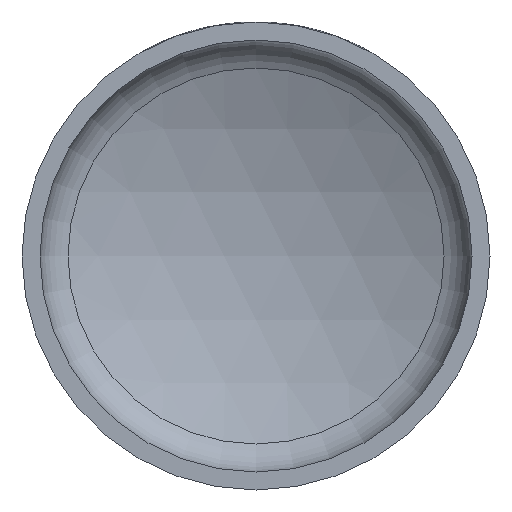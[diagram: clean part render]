
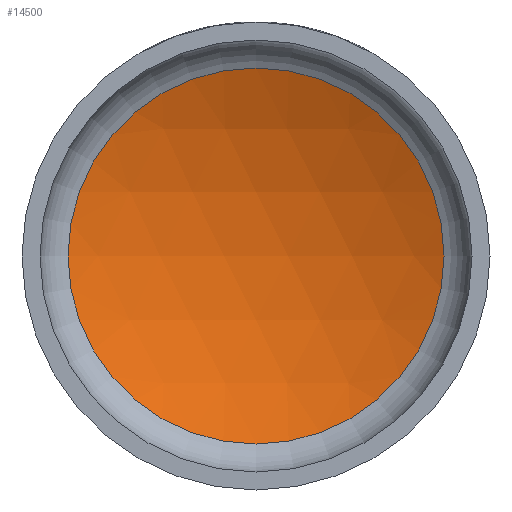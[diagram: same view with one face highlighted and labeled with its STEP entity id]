
A CAD part, front view. The second image highlights one B-rep face of the part: STEP entity #14500.
In plain terms, the highlighted spherical face has radius 52 mm.
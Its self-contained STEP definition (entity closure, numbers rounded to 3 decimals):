
#74 = VERTEX_POINT ( 'NONE', #8773 ) ;
#695 = DIRECTION ( 'NONE',  ( 0., 0., 1. ) ) ;
#828 = AXIS2_PLACEMENT_3D ( 'NONE', #17142, #4710, #15690 ) ;
#3239 = SPHERICAL_SURFACE ( 'NONE', #14634, 52. ) ;
#3243 = ORIENTED_EDGE ( 'NONE', *, *, #14383, .T. ) ;
#3455 = DIRECTION ( 'NONE',  ( 1., 0., 0. ) ) ;
#4710 = DIRECTION ( 'NONE',  ( 0., -1., 0. ) ) ;
#6070 = CIRCLE ( 'NONE', #828, 20.889 ) ;
#8773 = CARTESIAN_POINT ( 'NONE',  ( 0., 11.762, -20.889 ) ) ;
#9034 = CARTESIAN_POINT ( 'NONE',  ( 0., -35.858, 0. ) ) ;
#12417 = FACE_OUTER_BOUND ( 'NONE', #13890, .T. ) ;
#13890 = EDGE_LOOP ( 'NONE', ( #3243 ) ) ;
#14383 = EDGE_CURVE ( 'NONE', #74, #74, #6070, .T. ) ;
#14500 = ADVANCED_FACE ( 'NONE', ( #12417 ), #3239, .F. ) ;
#14634 = AXIS2_PLACEMENT_3D ( 'NONE', #9034, #695, #3455 ) ;
#15690 = DIRECTION ( 'NONE',  ( 0., 0., -1. ) ) ;
#17142 = CARTESIAN_POINT ( 'NONE',  ( 0., 11.762, 0. ) ) ;
